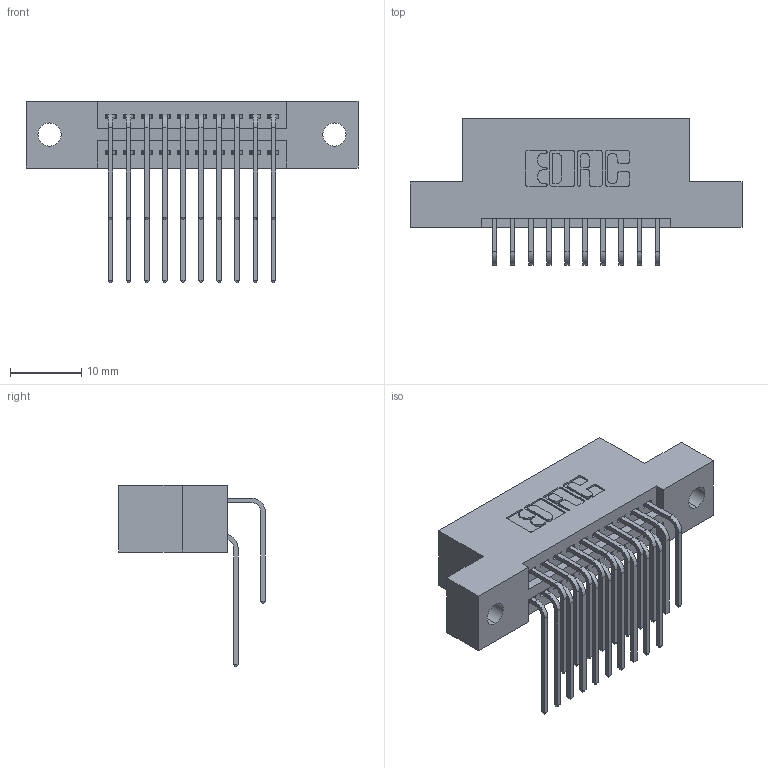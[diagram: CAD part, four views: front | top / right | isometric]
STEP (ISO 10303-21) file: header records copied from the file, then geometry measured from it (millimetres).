
FILE_DESCRIPTION (( 'STEP AP203' ), '1' );
FILE_NAME ('395-020-559-202.STEP', '2019-10-15T22:06:46', ( '' ), ( '' ), 'SwSTEP 2.0', 'SolidWorks 2016', '' );
FILE_SCHEMA (( 'CONFIG_CONTROL_DESIGN' ));
Length unit declared in the file: inch
Products named in the file (4): 345 Part_Flush Mounting Lugs - 0.128 Dia; 345-292-001_558 559 Tail - 1; 345-292-001_559 Tail - 2; 395-020-559-202
Assembly tree (21 placements, depth 2):
  395-020-559-202
    345 Part_Flush Mounting Lugs - 0.128 Dia
    345-292-001_558 559 Tail - 1  x10
    345-292-001_559 Tail - 2  x10
Bounding box: 46.61 x 20.56 x 25.53 mm (x, y, z)
Volume: 4309.3 mm3; surface area: 6019.9 mm2
Topology: 21 solids, 21 shells, 1166 faces, 3441 edges, 2266 vertices
Faces by surface type: plane 780, cylinder 386
Entity records: 13809 total; most frequent: CARTESIAN_POINT 2391, ORIENTED_EDGE 2274, DIRECTION 2121, EDGE_CURVE 1137, LINE 925, VECTOR 925, VERTEX_POINT 754, AXIS2_PLACEMENT_3D 598
